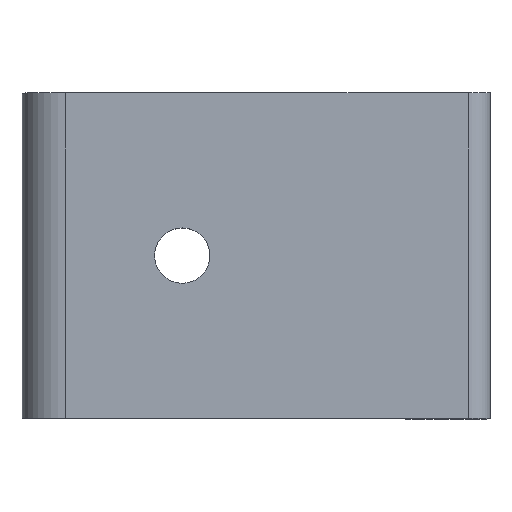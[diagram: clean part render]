
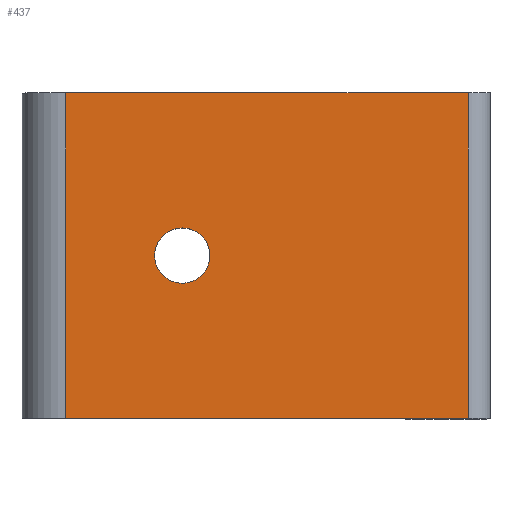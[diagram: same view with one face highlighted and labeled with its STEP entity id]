
A CAD part, top view. The second image highlights one B-rep face of the part: STEP entity #437.
In plain terms, the highlighted planar face has unit normal (0, 0, 1).
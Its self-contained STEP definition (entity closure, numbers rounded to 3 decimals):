
#31 = LINE ( 'NONE', #78, #985 ) ;
#38 = ORIENTED_EDGE ( 'NONE', *, *, #792, .F. ) ;
#59 = VERTEX_POINT ( 'NONE', #346 ) ;
#72 = FACE_BOUND ( 'NONE', #285, .T. ) ;
#78 = CARTESIAN_POINT ( 'NONE',  ( 42.5, -9.398, 60. ) ) ;
#81 = ORIENTED_EDGE ( 'NONE', *, *, #545, .F. ) ;
#87 = VECTOR ( 'NONE', #673, 1000. ) ;
#88 = PLANE ( 'NONE',  #434 ) ;
#101 = VECTOR ( 'NONE', #191, 1000. ) ;
#125 = DIRECTION ( 'NONE',  ( 1., 0., 0. ) ) ;
#191 = DIRECTION ( 'NONE',  ( 0., -1., 0. ) ) ;
#208 = EDGE_CURVE ( 'NONE', #1138, #754, #870, .T. ) ;
#230 = ORIENTED_EDGE ( 'NONE', *, *, #905, .T. ) ;
#264 = CARTESIAN_POINT ( 'NONE',  ( 42.5, -9.398, 60. ) ) ;
#285 = EDGE_LOOP ( 'NONE', ( #38, #81 ) ) ;
#289 = DIRECTION ( 'NONE',  ( 0., 0., 1. ) ) ;
#290 = LINE ( 'NONE', #439, #101 ) ;
#299 = DIRECTION ( 'NONE',  ( 0., 0., 1. ) ) ;
#306 = DIRECTION ( 'NONE',  ( 1., 0., 0. ) ) ;
#315 = CIRCLE ( 'NONE', #1107, 1.6 ) ;
#333 = CARTESIAN_POINT ( 'NONE',  ( 35.496, 9.398, 60. ) ) ;
#346 = CARTESIAN_POINT ( 'NONE',  ( 35.496, -9.398, 60. ) ) ;
#347 = VECTOR ( 'NONE', #1136, 1000. ) ;
#367 = EDGE_CURVE ( 'NONE', #1138, #59, #31, .T. ) ;
#434 = AXIS2_PLACEMENT_3D ( 'NONE', #264, #802, #984 ) ;
#437 = ADVANCED_FACE ( 'NONE', ( #72, #644 ), #88, .F. ) ;
#439 = CARTESIAN_POINT ( 'NONE',  ( 35.496, -9.398, 60. ) ) ;
#534 = EDGE_LOOP ( 'NONE', ( #979, #585, #230, #808 ) ) ;
#545 = EDGE_CURVE ( 'NONE', #1123, #935, #998, .T. ) ;
#574 = CARTESIAN_POINT ( 'NONE',  ( 43.82, 0., 60. ) ) ;
#580 = CARTESIAN_POINT ( 'NONE',  ( 42.5, 9.398, 60. ) ) ;
#581 = CARTESIAN_POINT ( 'NONE',  ( 58.73, 9.398, 60. ) ) ;
#585 = ORIENTED_EDGE ( 'NONE', *, *, #208, .T. ) ;
#612 = CARTESIAN_POINT ( 'NONE',  ( 58.73, -9.398, 60. ) ) ;
#643 = CARTESIAN_POINT ( 'NONE',  ( 58.73, 9.398, 60. ) ) ;
#644 = FACE_OUTER_BOUND ( 'NONE', #534, .T. ) ;
#673 = DIRECTION ( 'NONE',  ( -1., 0., 0. ) ) ;
#702 = DIRECTION ( 'NONE',  ( -1., 0., 0. ) ) ;
#754 = VERTEX_POINT ( 'NONE', #643 ) ;
#779 = AXIS2_PLACEMENT_3D ( 'NONE', #1103, #289, #125 ) ;
#792 = EDGE_CURVE ( 'NONE', #935, #1123, #315, .T. ) ;
#802 = DIRECTION ( 'NONE',  ( 0., 0., -1. ) ) ;
#808 = ORIENTED_EDGE ( 'NONE', *, *, #1104, .T. ) ;
#870 = LINE ( 'NONE', #581, #347 ) ;
#896 = CARTESIAN_POINT ( 'NONE',  ( 40.62, 0., 60. ) ) ;
#905 = EDGE_CURVE ( 'NONE', #754, #1064, #1070, .T. ) ;
#935 = VERTEX_POINT ( 'NONE', #574 ) ;
#979 = ORIENTED_EDGE ( 'NONE', *, *, #367, .F. ) ;
#984 = DIRECTION ( 'NONE',  ( -1., 0., 0. ) ) ;
#985 = VECTOR ( 'NONE', #702, 1000. ) ;
#998 = CIRCLE ( 'NONE', #779, 1.6 ) ;
#1021 = CARTESIAN_POINT ( 'NONE',  ( 42.22, 0., 60. ) ) ;
#1064 = VERTEX_POINT ( 'NONE', #333 ) ;
#1070 = LINE ( 'NONE', #580, #87 ) ;
#1103 = CARTESIAN_POINT ( 'NONE',  ( 42.22, 0., 60. ) ) ;
#1104 = EDGE_CURVE ( 'NONE', #1064, #59, #290, .T. ) ;
#1107 = AXIS2_PLACEMENT_3D ( 'NONE', #1021, #299, #306 ) ;
#1123 = VERTEX_POINT ( 'NONE', #896 ) ;
#1136 = DIRECTION ( 'NONE',  ( 0., 1., 0. ) ) ;
#1138 = VERTEX_POINT ( 'NONE', #612 ) ;
